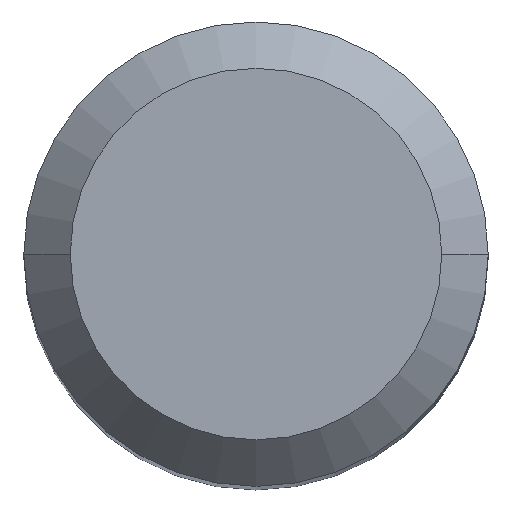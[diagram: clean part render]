
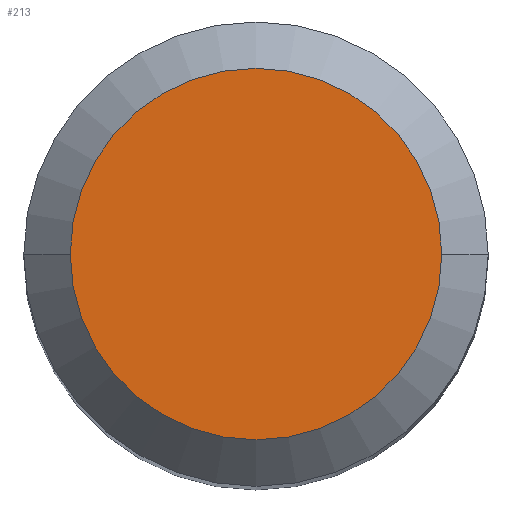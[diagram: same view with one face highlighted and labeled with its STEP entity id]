
A CAD part, top view. The second image highlights one B-rep face of the part: STEP entity #213.
In plain terms, the highlighted planar face has unit normal (0, 0, 1).
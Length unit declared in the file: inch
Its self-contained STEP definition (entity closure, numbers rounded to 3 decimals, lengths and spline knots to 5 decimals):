
#4 = AXIS2_PLACEMENT_3D ( 'NONE', #468, #275, #71 ) ;
#15 = ORIENTED_EDGE ( 'NONE', *, *, #111, .T. ) ;
#59 = VERTEX_POINT ( 'NONE', #496 ) ;
#71 = DIRECTION ( 'NONE',  ( -1., 0., 0. ) ) ;
#111 = EDGE_CURVE ( 'NONE', #126, #59, #395, .T. ) ;
#126 = VERTEX_POINT ( 'NONE', #429 ) ;
#130 = AXIS2_PLACEMENT_3D ( 'NONE', #274, #316, #143 ) ;
#143 = DIRECTION ( 'NONE',  ( 1., 0., 0. ) ) ;
#162 = CIRCLE ( 'NONE', #424, 0.18896 ) ;
#213 = ADVANCED_FACE ( 'NONE', ( #423 ), #504, .F. ) ;
#222 = DIRECTION ( 'NONE',  ( 0., 0., 1. ) ) ;
#248 = EDGE_LOOP ( 'NONE', ( #15, #289 ) ) ;
#274 = CARTESIAN_POINT ( 'NONE',  ( 0., 0., 0. ) ) ;
#275 = DIRECTION ( 'NONE',  ( 0., 0., -1. ) ) ;
#289 = ORIENTED_EDGE ( 'NONE', *, *, #513, .T. ) ;
#316 = DIRECTION ( 'NONE',  ( 0., 0., 1. ) ) ;
#347 = CARTESIAN_POINT ( 'NONE',  ( 0., 0., 0. ) ) ;
#381 = DIRECTION ( 'NONE',  ( 1., 0., 0. ) ) ;
#395 = CIRCLE ( 'NONE', #130, 0.18896 ) ;
#423 = FACE_OUTER_BOUND ( 'NONE', #248, .T. ) ;
#424 = AXIS2_PLACEMENT_3D ( 'NONE', #347, #222, #381 ) ;
#429 = CARTESIAN_POINT ( 'NONE',  ( -0.18896, 0., 0. ) ) ;
#468 = CARTESIAN_POINT ( 'NONE',  ( 0., 0., 0. ) ) ;
#496 = CARTESIAN_POINT ( 'NONE',  ( 0.18896, 0., 0. ) ) ;
#504 = PLANE ( 'NONE',  #4 ) ;
#513 = EDGE_CURVE ( 'NONE', #59, #126, #162, .T. ) ;
